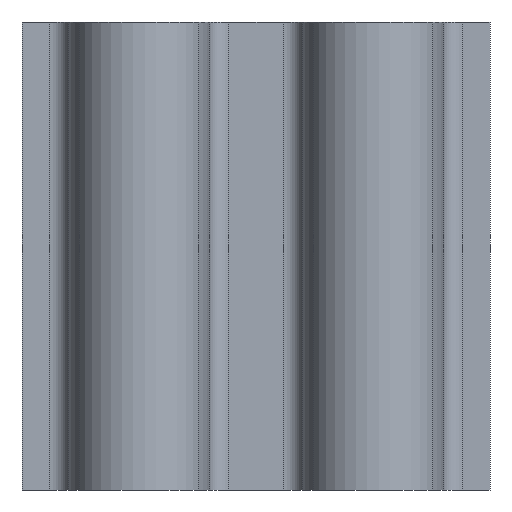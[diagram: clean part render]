
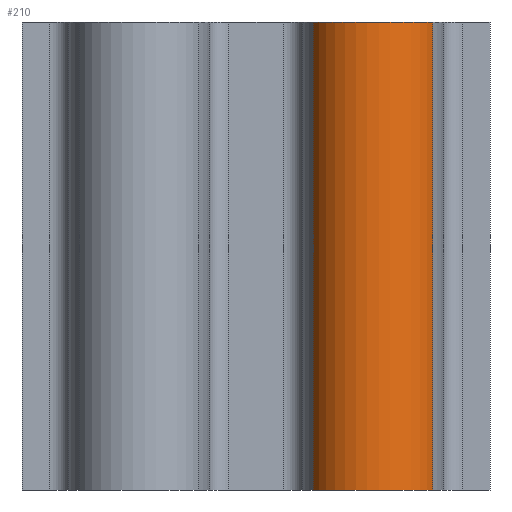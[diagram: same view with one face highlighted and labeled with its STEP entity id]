
A CAD part, front view. The second image highlights one B-rep face of the part: STEP entity #210.
In plain terms, the highlighted cylindrical face has radius 1.799 mm (diameter 3.598 mm), a partial arc.
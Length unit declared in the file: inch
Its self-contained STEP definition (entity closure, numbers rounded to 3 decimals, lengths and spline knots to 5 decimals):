
#7 = DIRECTION ( 'NONE',  ( 1., 0., 0. ) ) ;
#25 = CARTESIAN_POINT ( 'NONE',  ( 0.43885, -0.10483, 0.25 ) ) ;
#38 = EDGE_CURVE ( 'NONE', #393, #241, #158, .T. ) ;
#39 = VECTOR ( 'NONE', #500, 39.37008 ) ;
#50 = VECTOR ( 'NONE', #315, 39.37008 ) ;
#111 = LINE ( 'NONE', #654, #39 ) ;
#115 = CARTESIAN_POINT ( 'NONE',  ( 0.31115, -0.10483, 0.25 ) ) ;
#118 = EDGE_CURVE ( 'NONE', #241, #537, #422, .T. ) ;
#147 = AXIS2_PLACEMENT_3D ( 'NONE', #173, #185, #527 ) ;
#158 = CIRCLE ( 'NONE', #285, 0.07083 ) ;
#173 = CARTESIAN_POINT ( 'NONE',  ( 0.375, -0.07417, 0.25 ) ) ;
#185 = DIRECTION ( 'NONE',  ( 0., 0., -1. ) ) ;
#191 = CIRCLE ( 'NONE', #518, 0.07083 ) ;
#205 = DIRECTION ( 'NONE',  ( 0., 0., 1. ) ) ;
#210 = ADVANCED_FACE ( 'NONE', ( #622 ), #334, .T. ) ;
#234 = ORIENTED_EDGE ( 'NONE', *, *, #118, .F. ) ;
#241 = VERTEX_POINT ( 'NONE', #564 ) ;
#262 = CARTESIAN_POINT ( 'NONE',  ( 0.375, -0.07417, -0.25 ) ) ;
#285 = AXIS2_PLACEMENT_3D ( 'NONE', #373, #471, #7 ) ;
#315 = DIRECTION ( 'NONE',  ( 0., 0., -1. ) ) ;
#334 = CYLINDRICAL_SURFACE ( 'NONE', #147, 0.07083 ) ;
#367 = VERTEX_POINT ( 'NONE', #508 ) ;
#373 = CARTESIAN_POINT ( 'NONE',  ( 0.375, -0.07417, 0.25 ) ) ;
#389 = EDGE_CURVE ( 'NONE', #393, #367, #111, .T. ) ;
#393 = VERTEX_POINT ( 'NONE', #115 ) ;
#411 = DIRECTION ( 'NONE',  ( 1., 0., 0. ) ) ;
#422 = LINE ( 'NONE', #25, #50 ) ;
#435 = ORIENTED_EDGE ( 'NONE', *, *, #389, .T. ) ;
#449 = ORIENTED_EDGE ( 'NONE', *, *, #484, .T. ) ;
#455 = EDGE_LOOP ( 'NONE', ( #449, #234, #548, #435 ) ) ;
#461 = CARTESIAN_POINT ( 'NONE',  ( 0.43885, -0.10483, -0.25 ) ) ;
#471 = DIRECTION ( 'NONE',  ( 0., 0., 1. ) ) ;
#484 = EDGE_CURVE ( 'NONE', #367, #537, #191, .T. ) ;
#500 = DIRECTION ( 'NONE',  ( 0., 0., -1. ) ) ;
#508 = CARTESIAN_POINT ( 'NONE',  ( 0.31115, -0.10483, -0.25 ) ) ;
#518 = AXIS2_PLACEMENT_3D ( 'NONE', #262, #205, #411 ) ;
#527 = DIRECTION ( 'NONE',  ( -1., 0., 0. ) ) ;
#537 = VERTEX_POINT ( 'NONE', #461 ) ;
#548 = ORIENTED_EDGE ( 'NONE', *, *, #38, .F. ) ;
#564 = CARTESIAN_POINT ( 'NONE',  ( 0.43885, -0.10483, 0.25 ) ) ;
#622 = FACE_OUTER_BOUND ( 'NONE', #455, .T. ) ;
#654 = CARTESIAN_POINT ( 'NONE',  ( 0.31115, -0.10483, 0.25 ) ) ;
